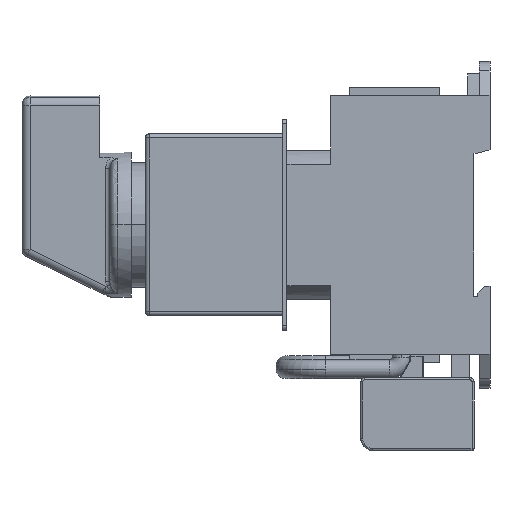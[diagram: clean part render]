
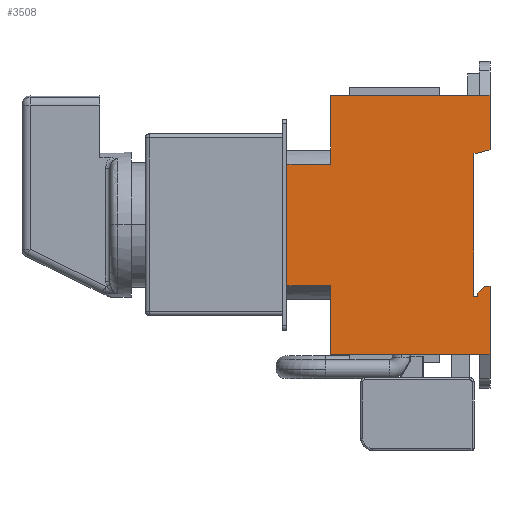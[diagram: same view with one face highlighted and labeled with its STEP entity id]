
A CAD part, left-side view. The second image highlights one B-rep face of the part: STEP entity #3508.
In plain terms, the highlighted planar face has unit normal (-1, 0, 0).
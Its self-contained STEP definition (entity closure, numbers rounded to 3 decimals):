
#69 = CARTESIAN_POINT ( 'NONE',  ( -24., 39.4, -17.65 ) ) ;
#117 = EDGE_CURVE ( 'NONE', #10810, #468, #7496, .T. ) ;
#218 = VERTEX_POINT ( 'NONE', #7309 ) ;
#300 = DIRECTION ( 'NONE',  ( 0., -0.707, 0.707 ) ) ;
#386 = LINE ( 'NONE', #3631, #7963 ) ;
#468 = VERTEX_POINT ( 'NONE', #9294 ) ;
#529 = ORIENTED_EDGE ( 'NONE', *, *, #1355, .F. ) ;
#768 = LINE ( 'NONE', #1939, #10671 ) ;
#794 = VECTOR ( 'NONE', #3149, 1000. ) ;
#943 = ORIENTED_EDGE ( 'NONE', *, *, #3104, .F. ) ;
#990 = CARTESIAN_POINT ( 'NONE',  ( -24., 3., -16.85 ) ) ;
#1008 = LINE ( 'NONE', #1479, #10764 ) ;
#1235 = ORIENTED_EDGE ( 'NONE', *, *, #5203, .F. ) ;
#1246 = CARTESIAN_POINT ( 'NONE',  ( -24., 39.4, -15.15 ) ) ;
#1332 = VECTOR ( 'NONE', #8981, 1000. ) ;
#1355 = EDGE_CURVE ( 'NONE', #6538, #2707, #9286, .T. ) ;
#1479 = CARTESIAN_POINT ( 'NONE',  ( -24., 50.2, -15. ) ) ;
#1648 = ORIENTED_EDGE ( 'NONE', *, *, #2346, .F. ) ;
#1691 = DIRECTION ( 'NONE',  ( 0., 0., 1. ) ) ;
#1736 = CARTESIAN_POINT ( 'NONE',  ( -24., 50.2, 15. ) ) ;
#1740 = LINE ( 'NONE', #69, #4235 ) ;
#1751 = ORIENTED_EDGE ( 'NONE', *, *, #9737, .F. ) ;
#1891 = DIRECTION ( 'NONE',  ( 0., -1., 0. ) ) ;
#1939 = CARTESIAN_POINT ( 'NONE',  ( -24., 4., 32. ) ) ;
#1942 = CARTESIAN_POINT ( 'NONE',  ( -24., 39.4, -15. ) ) ;
#2346 = EDGE_CURVE ( 'NONE', #9674, #11204, #1740, .T. ) ;
#2534 = VECTOR ( 'NONE', #3377, 1000. ) ;
#2540 = EDGE_CURVE ( 'NONE', #11688, #218, #2822, .T. ) ;
#2606 = DIRECTION ( 'NONE',  ( -1., 0., 0. ) ) ;
#2626 = VECTOR ( 'NONE', #8633, 1000. ) ;
#2671 = LINE ( 'NONE', #11563, #794 ) ;
#2707 = VERTEX_POINT ( 'NONE', #5309 ) ;
#2822 = LINE ( 'NONE', #3082, #1332 ) ;
#3003 = PLANE ( 'NONE',  #4591 ) ;
#3082 = CARTESIAN_POINT ( 'NONE',  ( -24., 39.4, 17.65 ) ) ;
#3104 = EDGE_CURVE ( 'NONE', #5269, #5662, #4884, .T. ) ;
#3149 = DIRECTION ( 'NONE',  ( 0., 0., -1. ) ) ;
#3321 = CARTESIAN_POINT ( 'NONE',  ( -24., 39.4, 15. ) ) ;
#3377 = DIRECTION ( 'NONE',  ( 0., -1., 0. ) ) ;
#3396 = EDGE_CURVE ( 'NONE', #11969, #11688, #12754, .T. ) ;
#3466 = DIRECTION ( 'NONE',  ( 0., 0., -1. ) ) ;
#3508 = ADVANCED_FACE ( 'NONE', ( #3635 ), #3003, .T. ) ;
#3631 = CARTESIAN_POINT ( 'NONE',  ( -24., 0., 32. ) ) ;
#3635 = FACE_OUTER_BOUND ( 'NONE', #5288, .T. ) ;
#3873 = EDGE_CURVE ( 'NONE', #468, #10173, #7605, .T. ) ;
#3945 = ORIENTED_EDGE ( 'NONE', *, *, #4044, .F. ) ;
#4041 = DIRECTION ( 'NONE',  ( 0., -1., 0. ) ) ;
#4044 = EDGE_CURVE ( 'NONE', #4285, #10810, #2671, .T. ) ;
#4194 = LINE ( 'NONE', #7906, #4965 ) ;
#4235 = VECTOR ( 'NONE', #1891, 1000. ) ;
#4285 = VERTEX_POINT ( 'NONE', #11419 ) ;
#4361 = VECTOR ( 'NONE', #1691, 1000. ) ;
#4450 = CARTESIAN_POINT ( 'NONE',  ( -24., 39.4, 15. ) ) ;
#4591 = AXIS2_PLACEMENT_3D ( 'NONE', #6765, #2606, #10832 ) ;
#4884 = LINE ( 'NONE', #1736, #2626 ) ;
#4913 = CARTESIAN_POINT ( 'NONE',  ( -24., 39.4, -15. ) ) ;
#4965 = VECTOR ( 'NONE', #5364, 1000. ) ;
#5147 = ORIENTED_EDGE ( 'NONE', *, *, #11479, .F. ) ;
#5182 = LINE ( 'NONE', #3321, #2534 ) ;
#5203 = EDGE_CURVE ( 'NONE', #2707, #6076, #4194, .T. ) ;
#5208 = CARTESIAN_POINT ( 'NONE',  ( -24., 50.2, 15. ) ) ;
#5269 = VERTEX_POINT ( 'NONE', #9862 ) ;
#5288 = EDGE_LOOP ( 'NONE', ( #11617, #1751, #1235, #529, #10199, #943, #7102, #12396, #12260, #3945, #7625, #8309, #9840, #1648, #5147, #9429 ) ) ;
#5309 = CARTESIAN_POINT ( 'NONE',  ( -24., 39.4, 32. ) ) ;
#5364 = DIRECTION ( 'NONE',  ( 0., -1., 0. ) ) ;
#5399 = CARTESIAN_POINT ( 'NONE',  ( -24., 3., 32. ) ) ;
#5594 = CARTESIAN_POINT ( 'NONE',  ( -24., 0., 18.534 ) ) ;
#5640 = VECTOR ( 'NONE', #9526, 1000. ) ;
#5662 = VERTEX_POINT ( 'NONE', #5208 ) ;
#5918 = CARTESIAN_POINT ( 'NONE',  ( -24., 39.4, 32. ) ) ;
#6076 = VERTEX_POINT ( 'NONE', #11717 ) ;
#6303 = CARTESIAN_POINT ( 'NONE',  ( -24., 1.3, -15.15 ) ) ;
#6538 = VERTEX_POINT ( 'NONE', #4450 ) ;
#6765 = CARTESIAN_POINT ( 'NONE',  ( -24., 39.4, 32. ) ) ;
#7086 = DIRECTION ( 'NONE',  ( 0., 0., -1. ) ) ;
#7102 = ORIENTED_EDGE ( 'NONE', *, *, #7119, .F. ) ;
#7119 = EDGE_CURVE ( 'NONE', #10173, #5269, #1008, .T. ) ;
#7146 = CARTESIAN_POINT ( 'NONE',  ( -24., -3.225, -10.625 ) ) ;
#7309 = CARTESIAN_POINT ( 'NONE',  ( -24., 4., 17.65 ) ) ;
#7496 = LINE ( 'NONE', #7751, #8234 ) ;
#7605 = LINE ( 'NONE', #1942, #12311 ) ;
#7625 = ORIENTED_EDGE ( 'NONE', *, *, #9524, .F. ) ;
#7751 = CARTESIAN_POINT ( 'NONE',  ( -24., 0., -32. ) ) ;
#7810 = VECTOR ( 'NONE', #4041, 1000. ) ;
#7906 = CARTESIAN_POINT ( 'NONE',  ( -24., 0., 32. ) ) ;
#7963 = VECTOR ( 'NONE', #3466, 1000. ) ;
#8124 = LINE ( 'NONE', #1246, #7810 ) ;
#8234 = VECTOR ( 'NONE', #9990, 1000. ) ;
#8309 = ORIENTED_EDGE ( 'NONE', *, *, #12642, .F. ) ;
#8335 = CARTESIAN_POINT ( 'NONE',  ( -24., 3., -17.65 ) ) ;
#8414 = EDGE_CURVE ( 'NONE', #11204, #8977, #11061, .T. ) ;
#8449 = VECTOR ( 'NONE', #8505, 1000. ) ;
#8505 = DIRECTION ( 'NONE',  ( 0., 0., 1. ) ) ;
#8514 = VERTEX_POINT ( 'NONE', #6303 ) ;
#8550 = CARTESIAN_POINT ( 'NONE',  ( -24., 4., -17.65 ) ) ;
#8633 = DIRECTION ( 'NONE',  ( 0., 0., 1. ) ) ;
#8977 = VERTEX_POINT ( 'NONE', #990 ) ;
#8981 = DIRECTION ( 'NONE',  ( 0., 1., 0. ) ) ;
#9032 = EDGE_CURVE ( 'NONE', #5662, #6538, #5182, .T. ) ;
#9286 = LINE ( 'NONE', #5918, #4361 ) ;
#9294 = CARTESIAN_POINT ( 'NONE',  ( -24., 39.4, -32. ) ) ;
#9429 = ORIENTED_EDGE ( 'NONE', *, *, #2540, .F. ) ;
#9524 = EDGE_CURVE ( 'NONE', #8514, #4285, #8124, .T. ) ;
#9526 = DIRECTION ( 'NONE',  ( 0., 0.966, -0.259 ) ) ;
#9534 = CARTESIAN_POINT ( 'NONE',  ( -24., 33.394, 9.586 ) ) ;
#9674 = VERTEX_POINT ( 'NONE', #8550 ) ;
#9712 = VECTOR ( 'NONE', #300, 1000. ) ;
#9737 = EDGE_CURVE ( 'NONE', #6076, #11969, #386, .T. ) ;
#9840 = ORIENTED_EDGE ( 'NONE', *, *, #8414, .F. ) ;
#9862 = CARTESIAN_POINT ( 'NONE',  ( -24., 50.2, -15. ) ) ;
#9990 = DIRECTION ( 'NONE',  ( 0., 1., 0. ) ) ;
#10173 = VERTEX_POINT ( 'NONE', #4913 ) ;
#10199 = ORIENTED_EDGE ( 'NONE', *, *, #9032, .F. ) ;
#10671 = VECTOR ( 'NONE', #7086, 1000. ) ;
#10744 = DIRECTION ( 'NONE',  ( 0., 1., 0. ) ) ;
#10764 = VECTOR ( 'NONE', #10744, 1000. ) ;
#10810 = VERTEX_POINT ( 'NONE', #12049 ) ;
#10832 = DIRECTION ( 'NONE',  ( 0., 0., 1. ) ) ;
#11061 = LINE ( 'NONE', #5399, #8449 ) ;
#11190 = CARTESIAN_POINT ( 'NONE',  ( -24., 3.3, 17.65 ) ) ;
#11204 = VERTEX_POINT ( 'NONE', #8335 ) ;
#11291 = DIRECTION ( 'NONE',  ( 0., 0., 1. ) ) ;
#11419 = CARTESIAN_POINT ( 'NONE',  ( -24., 0., -15.15 ) ) ;
#11479 = EDGE_CURVE ( 'NONE', #218, #9674, #768, .T. ) ;
#11563 = CARTESIAN_POINT ( 'NONE',  ( -24., 0., 32. ) ) ;
#11617 = ORIENTED_EDGE ( 'NONE', *, *, #3396, .F. ) ;
#11688 = VERTEX_POINT ( 'NONE', #11190 ) ;
#11717 = CARTESIAN_POINT ( 'NONE',  ( -24., 0., 32. ) ) ;
#11969 = VERTEX_POINT ( 'NONE', #5594 ) ;
#11996 = LINE ( 'NONE', #7146, #9712 ) ;
#12049 = CARTESIAN_POINT ( 'NONE',  ( -24., 0., -32. ) ) ;
#12260 = ORIENTED_EDGE ( 'NONE', *, *, #117, .F. ) ;
#12311 = VECTOR ( 'NONE', #11291, 1000. ) ;
#12396 = ORIENTED_EDGE ( 'NONE', *, *, #3873, .F. ) ;
#12642 = EDGE_CURVE ( 'NONE', #8977, #8514, #11996, .T. ) ;
#12754 = LINE ( 'NONE', #9534, #5640 ) ;
